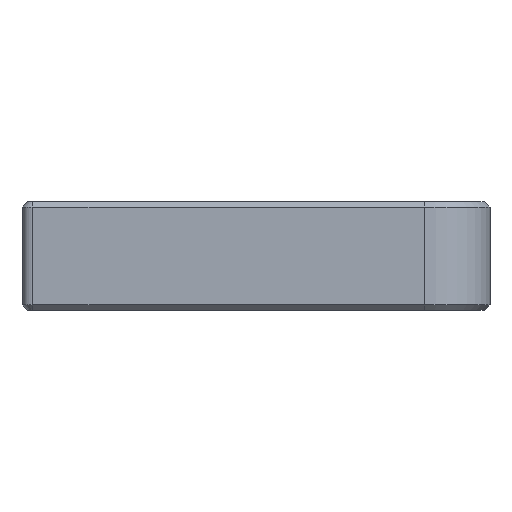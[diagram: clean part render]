
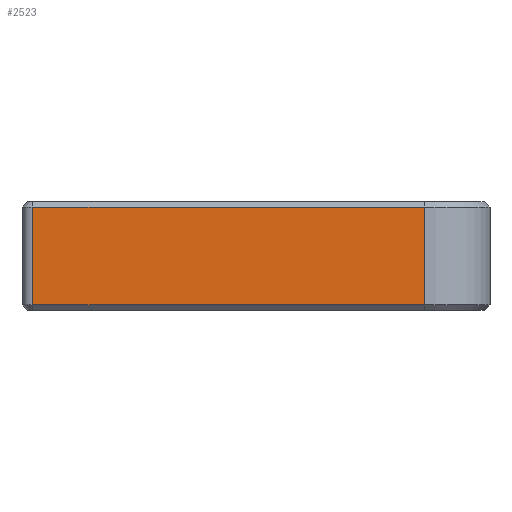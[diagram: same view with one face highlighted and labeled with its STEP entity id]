
A CAD part, left-side view. The second image highlights one B-rep face of the part: STEP entity #2523.
In plain terms, the highlighted planar face has unit normal (-1, 0, 0).
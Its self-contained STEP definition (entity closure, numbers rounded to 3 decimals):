
#237=LINE('',#4297,#469);
#254=LINE('',#4347,#486);
#255=LINE('',#4351,#487);
#256=LINE('',#4352,#488);
#469=VECTOR('',#3329,10.);
#486=VECTOR('',#3390,10.);
#487=VECTOR('',#3395,10.);
#488=VECTOR('',#3396,10.);
#607=PLANE('',#2791);
#730=FACE_OUTER_BOUND('',#897,.T.);
#897=EDGE_LOOP('',(#2098,#2099,#2100,#2101));
#1275=VERTEX_POINT('',#4291);
#1276=VERTEX_POINT('',#4295);
#1287=VERTEX_POINT('',#4346);
#1288=VERTEX_POINT('',#4350);
#1554=EDGE_CURVE('',#1276,#1275,#237,.T.);
#1579=EDGE_CURVE('',#1287,#1275,#254,.T.);
#1581=EDGE_CURVE('',#1288,#1276,#255,.T.);
#1582=EDGE_CURVE('',#1287,#1288,#256,.T.);
#2098=ORIENTED_EDGE('',*,*,#1554,.F.);
#2099=ORIENTED_EDGE('',*,*,#1581,.F.);
#2100=ORIENTED_EDGE('',*,*,#1582,.F.);
#2101=ORIENTED_EDGE('',*,*,#1579,.T.);
#2523=ADVANCED_FACE('',(#730),#607,.T.);
#2791=AXIS2_PLACEMENT_3D('',#4349,#3393,#3394);
#3329=DIRECTION('',(0.,1.,0.));
#3390=DIRECTION('',(0.,0.,-1.));
#3393=DIRECTION('center_axis',(-1.,0.,0.));
#3394=DIRECTION('ref_axis',(0.,1.,0.));
#3395=DIRECTION('',(0.,0.,-1.));
#3396=DIRECTION('',(0.,-1.,0.));
#4291=CARTESIAN_POINT('',(-40.,34.,-12.5));
#4295=CARTESIAN_POINT('',(-40.,-2.,-12.5));
#4297=CARTESIAN_POINT('',(-40.,5.75,-12.5));
#4346=CARTESIAN_POINT('',(-40.,34.,-3.5));
#4347=CARTESIAN_POINT('',(-40.,34.,-3.));
#4349=CARTESIAN_POINT('Origin',(-40.,-2.,-3.));
#4350=CARTESIAN_POINT('',(-40.,-2.,-3.5));
#4351=CARTESIAN_POINT('',(-40.,-2.,-3.));
#4352=CARTESIAN_POINT('',(-40.,5.75,-3.5));
